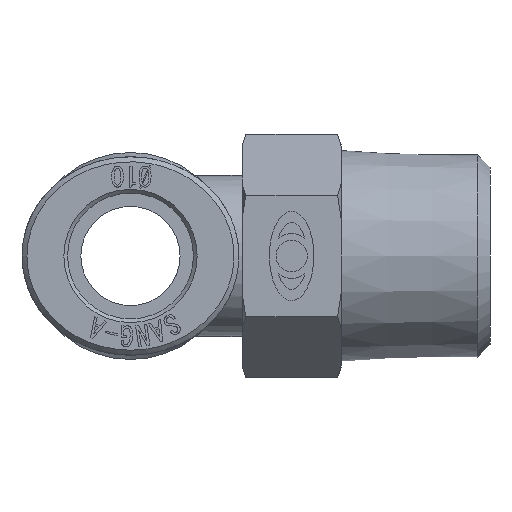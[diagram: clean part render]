
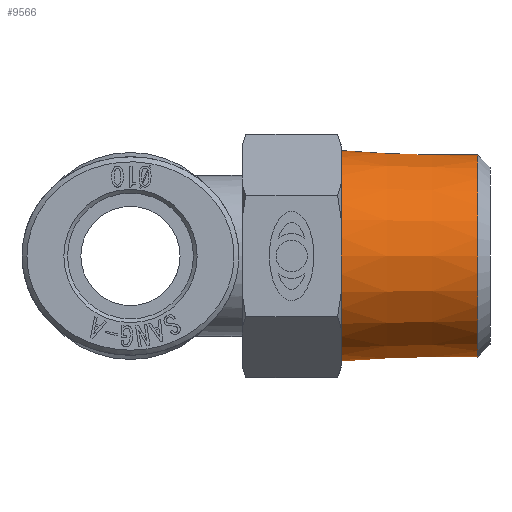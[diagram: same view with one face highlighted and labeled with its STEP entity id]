
A CAD part, left-side view. The second image highlights one B-rep face of the part: STEP entity #9566.
In plain terms, the highlighted conical face has half-angle 1.754 degrees and reference radius 8.316 mm.
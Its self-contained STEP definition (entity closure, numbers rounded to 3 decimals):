
#6289=CARTESIAN_POINT('',(8.5,-8.0,0.));
#6290=VERTEX_POINT('',#6289);
#9269=CARTESIAN_POINT('',(-8.5,-8.,0.0));
#9270=VERTEX_POINT('',#9269);
#9474=CARTESIAN_POINT('',(-8.163,-19.,0.));
#9475=VERTEX_POINT('',#9474);
#9476=CARTESIAN_POINT('',(0.0,-19.,0.));
#9477=DIRECTION('',(0.0,-1.0,0.0));
#9478=DIRECTION('',(1.0,0.0,0.0));
#9479=AXIS2_PLACEMENT_3D('',#9476,#9477,#9478);
#9480=CIRCLE('',#9479,8.163);
#9481=EDGE_CURVE('',#9475,#9475,#9480,.T.);
#9506=CARTESIAN_POINT('',(0.0,-14.,0.0));
#9507=DIRECTION('',(0.0,1.0,0.0));
#9508=DIRECTION('',(-1.0,0.0,0.0));
#9509=AXIS2_PLACEMENT_3D('',#9506,#9507,#9508);
#9510=CONICAL_SURFACE('',#9509,8.316,1.754);
#9511=CARTESIAN_POINT('',(-4.25,-8.,7.361));
#9512=VERTEX_POINT('',#9511);
#9513=CARTESIAN_POINT('',(0.0,-8.,0.0));
#9514=DIRECTION('',(0.0,1.0,0.0));
#9515=DIRECTION('',(-1.0,0.0,0.0));
#9516=AXIS2_PLACEMENT_3D('',#9513,#9514,#9515);
#9517=CIRCLE('',#9516,8.5);
#9518=EDGE_CURVE('',#9270,#9512,#9517,.T.);
#9519=ORIENTED_EDGE('',*,*,#9518,.F.);
#9520=CARTESIAN_POINT('',(-4.25,-8.,-7.361));
#9521=VERTEX_POINT('',#9520);
#9522=CARTESIAN_POINT('',(0.0,-8.,0.0));
#9523=DIRECTION('',(0.0,1.0,0.0));
#9524=DIRECTION('',(-1.0,0.0,0.0));
#9525=AXIS2_PLACEMENT_3D('',#9522,#9523,#9524);
#9526=CIRCLE('',#9525,8.5);
#9527=EDGE_CURVE('',#9521,#9270,#9526,.T.);
#9528=ORIENTED_EDGE('',*,*,#9527,.F.);
#9529=CARTESIAN_POINT('',(4.25,-8.0,-7.361));
#9530=VERTEX_POINT('',#9529);
#9531=CARTESIAN_POINT('',(0.0,-8.,0.0));
#9532=DIRECTION('',(0.0,1.0,0.0));
#9533=DIRECTION('',(-1.0,0.0,0.0));
#9534=AXIS2_PLACEMENT_3D('',#9531,#9532,#9533);
#9535=CIRCLE('',#9534,8.5);
#9536=EDGE_CURVE('',#9530,#9521,#9535,.T.);
#9537=ORIENTED_EDGE('',*,*,#9536,.F.);
#9538=CARTESIAN_POINT('',(0.0,-8.,0.0));
#9539=DIRECTION('',(0.0,1.0,0.0));
#9540=DIRECTION('',(-1.0,0.0,0.0));
#9541=AXIS2_PLACEMENT_3D('',#9538,#9539,#9540);
#9542=CIRCLE('',#9541,8.5);
#9543=EDGE_CURVE('',#6290,#9530,#9542,.T.);
#9544=ORIENTED_EDGE('',*,*,#9543,.F.);
#9545=CARTESIAN_POINT('',(4.25,-8.,7.361));
#9546=VERTEX_POINT('',#9545);
#9547=CARTESIAN_POINT('',(0.0,-8.,0.0));
#9548=DIRECTION('',(0.0,1.0,0.0));
#9549=DIRECTION('',(-1.0,0.0,0.0));
#9550=AXIS2_PLACEMENT_3D('',#9547,#9548,#9549);
#9551=CIRCLE('',#9550,8.5);
#9552=EDGE_CURVE('',#9546,#6290,#9551,.T.);
#9553=ORIENTED_EDGE('',*,*,#9552,.F.);
#9554=CARTESIAN_POINT('',(0.0,-8.,0.0));
#9555=DIRECTION('',(0.0,1.0,0.0));
#9556=DIRECTION('',(-1.0,0.0,0.0));
#9557=AXIS2_PLACEMENT_3D('',#9554,#9555,#9556);
#9558=CIRCLE('',#9557,8.5);
#9559=EDGE_CURVE('',#9512,#9546,#9558,.T.);
#9560=ORIENTED_EDGE('',*,*,#9559,.F.);
#9561=EDGE_LOOP('',(#9519,#9528,#9537,#9544,#9553,#9560));
#9562=FACE_OUTER_BOUND('',#9561,.T.);
#9563=ORIENTED_EDGE('',*,*,#9481,.F.);
#9564=EDGE_LOOP('',(#9563));
#9565=FACE_BOUND('',#9564,.T.);
#9566=ADVANCED_FACE('',(#9562,#9565),#9510,.T.);
